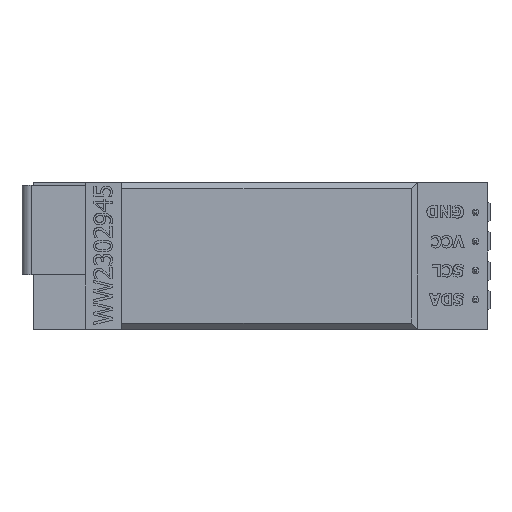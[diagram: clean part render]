
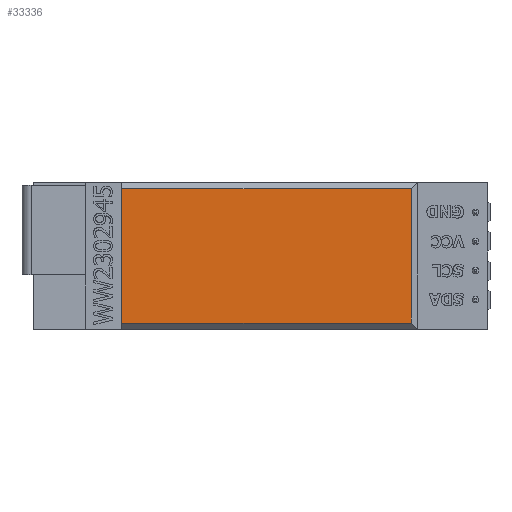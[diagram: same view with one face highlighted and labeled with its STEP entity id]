
A CAD part, top view. The second image highlights one B-rep face of the part: STEP entity #33336.
In plain terms, the highlighted planar face has unit normal (0, 0, 1).
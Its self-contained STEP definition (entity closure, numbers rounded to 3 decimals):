
#3907=FACE_OUTER_BOUND('',#5768,.T.);
#5768=EDGE_LOOP('',(#23417,#23418,#23419,#23420));
#7988=LINE('',#43331,#11499);
#7990=LINE('',#43335,#11501);
#7993=LINE('',#43341,#11504);
#7996=LINE('',#43346,#11507);
#11499=VECTOR('',#37208,10.);
#11501=VECTOR('',#37212,10.);
#11504=VECTOR('',#37217,10.);
#11507=VECTOR('',#37222,10.);
#14846=VERTEX_POINT('',#43328);
#14847=VERTEX_POINT('',#43330);
#14848=VERTEX_POINT('',#43334);
#14850=VERTEX_POINT('',#43340);
#18158=EDGE_CURVE('',#14846,#14847,#7988,.T.);
#18160=EDGE_CURVE('',#14847,#14848,#7990,.T.);
#18163=EDGE_CURVE('',#14848,#14850,#7993,.T.);
#18166=EDGE_CURVE('',#14846,#14850,#7996,.T.);
#23417=ORIENTED_EDGE('',*,*,#18163,.F.);
#23418=ORIENTED_EDGE('',*,*,#18160,.F.);
#23419=ORIENTED_EDGE('',*,*,#18158,.F.);
#23420=ORIENTED_EDGE('',*,*,#18166,.T.);
#32114=PLANE('',#35309);
#33336=ADVANCED_FACE('',(#3907),#32114,.T.);
#35309=AXIS2_PLACEMENT_3D('',#43345,#37220,#37221);
#37208=DIRECTION('',(1.,0.,0.));
#37212=DIRECTION('',(0.,-1.,0.));
#37217=DIRECTION('',(-1.,0.,0.));
#37220=DIRECTION('center_axis',(0.,0.,1.));
#37221=DIRECTION('ref_axis',(1.,0.,0.));
#37222=DIRECTION('',(0.,-1.,0.));
#43328=CARTESIAN_POINT('',(-11.5,5.55,2.6));
#43330=CARTESIAN_POINT('',(12.5,5.55,2.6));
#43331=CARTESIAN_POINT('',(6.875,5.55,2.6));
#43334=CARTESIAN_POINT('',(12.5,-5.55,2.6));
#43335=CARTESIAN_POINT('',(12.5,-3.025,2.6));
#43340=CARTESIAN_POINT('',(-11.5,-5.55,2.6));
#43341=CARTESIAN_POINT('',(-5.375,-5.55,2.6));
#43345=CARTESIAN_POINT('Origin',(0.75,0.,2.6));
#43346=CARTESIAN_POINT('',(-11.5,6.05,2.6));
